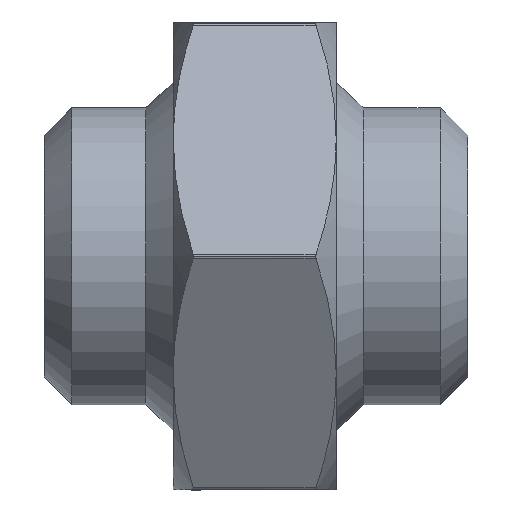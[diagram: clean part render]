
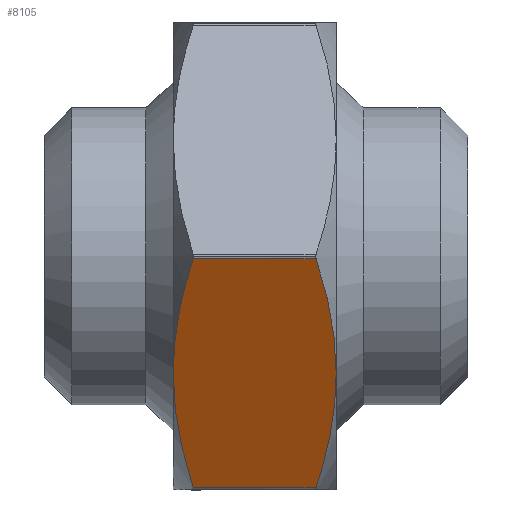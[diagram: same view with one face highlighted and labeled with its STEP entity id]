
A CAD part, front view. The second image highlights one B-rep face of the part: STEP entity #8105.
In plain terms, the highlighted planar face has unit normal (0, -0.866, -0.5).
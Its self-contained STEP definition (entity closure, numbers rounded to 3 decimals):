
#716 = DIRECTION ( 'NONE',  ( 0., -0.866, -0.5 ) ) ;
#916 = VERTEX_POINT ( 'NONE', #5589 ) ;
#1029 = CARTESIAN_POINT ( 'NONE',  ( 6.966, -30.455, -0.25 ) ) ;
#1267 = DIRECTION ( 'NONE',  ( 1., 0., 0. ) ) ;
#1487 = CARTESIAN_POINT ( 'NONE',  ( -6.966, -30.455, -0.25 ) ) ;
#1736 = AXIS2_PLACEMENT_3D ( 'NONE', #9897, #716, #3098 ) ;
#1934 =( BOUNDED_CURVE ( )  B_SPLINE_CURVE ( 2, ( #14387, #12315, #3167 ),
 .UNSPECIFIED., .F., .F. ) 
 B_SPLINE_CURVE_WITH_KNOTS ( ( 3, 3 ),
 ( 2.258, 3.874 ),
 .UNSPECIFIED. ) 
 CURVE ( )  GEOMETRIC_REPRESENTATION_ITEM ( )  RATIONAL_B_SPLINE_CURVE ( ( 1., 1.052, 1.029 ) ) 
 REPRESENTATION_ITEM ( '' )  );
#1949 = PLANE ( 'NONE',  #1736 ) ;
#2011 = CARTESIAN_POINT ( 'NONE',  ( -9.25, -26.442, -7.201 ) ) ;
#2596 = CARTESIAN_POINT ( 'NONE',  ( 9.25, -22.95, -13.25 ) ) ;
#3066 = ORIENTED_EDGE ( 'NONE', *, *, #12254, .F. ) ;
#3098 = DIRECTION ( 'NONE',  ( 0., 0.5, -0.866 ) ) ;
#3167 = CARTESIAN_POINT ( 'NONE',  ( -6.966, -15.444, -26.25 ) ) ;
#4351 =( BOUNDED_CURVE ( )  B_SPLINE_CURVE ( 2, ( #13817, #10319, #13764 ),
 .UNSPECIFIED., .F., .F. ) 
 B_SPLINE_CURVE_WITH_KNOTS ( ( 3, 3 ),
 ( 0.642, 2.258 ),
 .UNSPECIFIED. ) 
 CURVE ( )  GEOMETRIC_REPRESENTATION_ITEM ( )  RATIONAL_B_SPLINE_CURVE ( ( 1.029, 1.052, 1. ) ) 
 REPRESENTATION_ITEM ( '' )  );
#4947 = CARTESIAN_POINT ( 'NONE',  ( 0., -15.444, -26.25 ) ) ;
#5391 = VECTOR ( 'NONE', #1267, 1000. ) ;
#5447 =( BOUNDED_CURVE ( )  B_SPLINE_CURVE ( 2, ( #13140, #9872, #7556 ),
 .UNSPECIFIED., .F., .F. ) 
 B_SPLINE_CURVE_WITH_KNOTS ( ( 3, 3 ),
 ( 2.258, 3.874 ),
 .UNSPECIFIED. ) 
 CURVE ( )  GEOMETRIC_REPRESENTATION_ITEM ( )  RATIONAL_B_SPLINE_CURVE ( ( 1., 1.052, 1.029 ) ) 
 REPRESENTATION_ITEM ( '' )  );
#5466 = VERTEX_POINT ( 'NONE', #2596 ) ;
#5589 = CARTESIAN_POINT ( 'NONE',  ( -6.966, -15.444, -26.25 ) ) ;
#5895 = DIRECTION ( 'NONE',  ( -1., 0., 0. ) ) ;
#6387 = CARTESIAN_POINT ( 'NONE',  ( -9.25, -22.95, -13.25 ) ) ;
#6488 = ORIENTED_EDGE ( 'NONE', *, *, #10409, .F. ) ;
#6935 = CARTESIAN_POINT ( 'NONE',  ( 0., -30.455, -0.25 ) ) ;
#7006 = LINE ( 'NONE', #4947, #12667 ) ;
#7171 = ORIENTED_EDGE ( 'NONE', *, *, #10977, .T. ) ;
#7516 = VERTEX_POINT ( 'NONE', #1487 ) ;
#7556 = CARTESIAN_POINT ( 'NONE',  ( 6.966, -30.455, -0.25 ) ) ;
#7692 = FACE_OUTER_BOUND ( 'NONE', #14383, .T. ) ;
#7746 = EDGE_CURVE ( 'NONE', #5466, #12709, #5447, .T. ) ;
#7811 = EDGE_CURVE ( 'NONE', #12793, #5466, #4351, .T. ) ;
#8105 = ADVANCED_FACE ( 'NONE', ( #7692 ), #1949, .T. ) ;
#9872 = CARTESIAN_POINT ( 'NONE',  ( 9.25, -26.442, -7.201 ) ) ;
#9897 = CARTESIAN_POINT ( 'NONE',  ( 0., -30.6, 0. ) ) ;
#10109 = ORIENTED_EDGE ( 'NONE', *, *, #14035, .T. ) ;
#10319 = CARTESIAN_POINT ( 'NONE',  ( 9.25, -19.458, -19.299 ) ) ;
#10409 = EDGE_CURVE ( 'NONE', #12793, #916, #7006, .T. ) ;
#10977 = EDGE_CURVE ( 'NONE', #13879, #916, #1934, .T. ) ;
#11220 = LINE ( 'NONE', #6935, #5391 ) ;
#12143 = ORIENTED_EDGE ( 'NONE', *, *, #7746, .T. ) ;
#12254 = EDGE_CURVE ( 'NONE', #7516, #12709, #11220, .T. ) ;
#12315 = CARTESIAN_POINT ( 'NONE',  ( -9.25, -19.458, -19.299 ) ) ;
#12489 = ORIENTED_EDGE ( 'NONE', *, *, #7811, .T. ) ;
#12554 =( BOUNDED_CURVE ( )  B_SPLINE_CURVE ( 2, ( #14336, #2011, #6387 ),
 .UNSPECIFIED., .F., .F. ) 
 B_SPLINE_CURVE_WITH_KNOTS ( ( 3, 3 ),
 ( 0.642, 2.258 ),
 .UNSPECIFIED. ) 
 CURVE ( )  GEOMETRIC_REPRESENTATION_ITEM ( )  RATIONAL_B_SPLINE_CURVE ( ( 1.029, 1.052, 1. ) ) 
 REPRESENTATION_ITEM ( '' )  );
#12667 = VECTOR ( 'NONE', #5895, 1000. ) ;
#12709 = VERTEX_POINT ( 'NONE', #1029 ) ;
#12793 = VERTEX_POINT ( 'NONE', #13783 ) ;
#13140 = CARTESIAN_POINT ( 'NONE',  ( 9.25, -22.95, -13.25 ) ) ;
#13333 = CARTESIAN_POINT ( 'NONE',  ( -9.25, -22.95, -13.25 ) ) ;
#13764 = CARTESIAN_POINT ( 'NONE',  ( 9.25, -22.95, -13.25 ) ) ;
#13783 = CARTESIAN_POINT ( 'NONE',  ( 6.966, -15.444, -26.25 ) ) ;
#13817 = CARTESIAN_POINT ( 'NONE',  ( 6.966, -15.444, -26.25 ) ) ;
#13879 = VERTEX_POINT ( 'NONE', #13333 ) ;
#14035 = EDGE_CURVE ( 'NONE', #7516, #13879, #12554, .T. ) ;
#14336 = CARTESIAN_POINT ( 'NONE',  ( -6.966, -30.455, -0.25 ) ) ;
#14383 = EDGE_LOOP ( 'NONE', ( #3066, #10109, #7171, #6488, #12489, #12143 ) ) ;
#14387 = CARTESIAN_POINT ( 'NONE',  ( -9.25, -22.95, -13.25 ) ) ;
